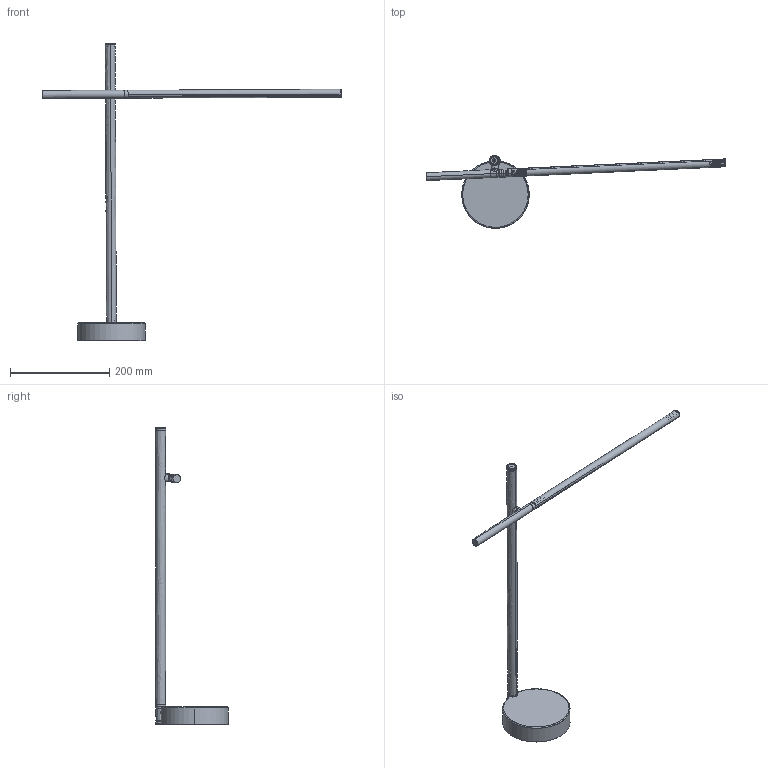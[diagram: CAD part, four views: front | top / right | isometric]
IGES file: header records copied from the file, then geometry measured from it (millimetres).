
Start section: SolidWorks IGES file using analytic representation for surfaces
Global section: file name: 10-8102.IGS; native system: SolidWorks 2019; preprocessor: SolidWorks 2019; author: jpinto; date: 200204.095430; units: millimetre
Bounding box: 605.09 x 146.01 x 600.36 mm (x, y, z)
Surface area: 233858.3 mm2 (no closed solid volume)
Topology: 0 solids, 0 shells, 560 faces, 8504 edges, 8498 vertices
Faces by surface type: bspline 291, revolution 269
